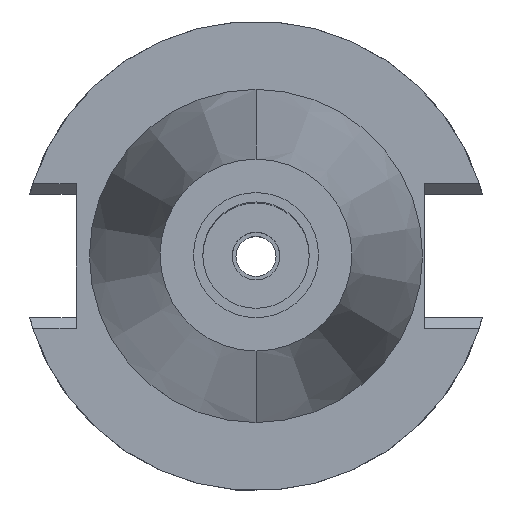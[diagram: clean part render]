
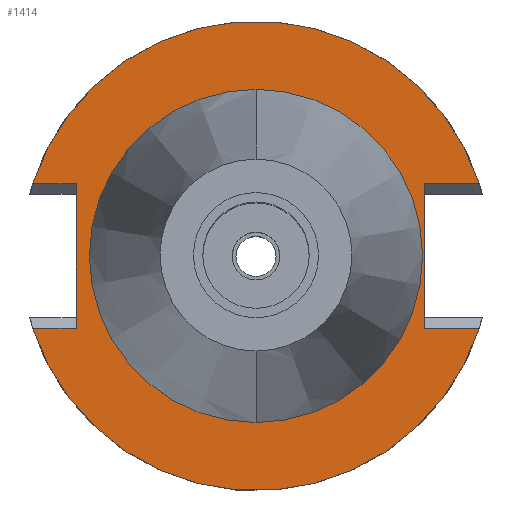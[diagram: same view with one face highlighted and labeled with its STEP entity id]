
A CAD part, top view. The second image highlights one B-rep face of the part: STEP entity #1414.
In plain terms, the highlighted planar face has unit normal (0, 0, 1).
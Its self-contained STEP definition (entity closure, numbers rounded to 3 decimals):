
#41 = CIRCLE ( 'NONE', #139, 34.925 ) ;
#139 = AXIS2_PLACEMENT_3D ( 'NONE', #3223, #728, #473 ) ;
#148 = CARTESIAN_POINT ( 'NONE',  ( -37.68, 15.155, -1.5 ) ) ;
#183 = DIRECTION ( 'NONE',  ( -1., 0., 0. ) ) ;
#241 = VERTEX_POINT ( 'NONE', #2020 ) ;
#271 = DIRECTION ( 'NONE',  ( 0., 0., 1. ) ) ;
#278 = ORIENTED_EDGE ( 'NONE', *, *, #885, .T. ) ;
#296 = EDGE_CURVE ( 'NONE', #2682, #241, #707, .T. ) ;
#353 = VERTEX_POINT ( 'NONE', #1878 ) ;
#395 = VECTOR ( 'NONE', #1052, 1000. ) ;
#400 = CARTESIAN_POINT ( 'NONE',  ( 0., 34.925, -1.5 ) ) ;
#418 = DIRECTION ( 'NONE',  ( 0., -1., 0. ) ) ;
#473 = DIRECTION ( 'NONE',  ( 0., -1., 0. ) ) ;
#506 = DIRECTION ( 'NONE',  ( 1., 0., 0. ) ) ;
#523 = DIRECTION ( 'NONE',  ( 0., 0., -1. ) ) ;
#537 = CARTESIAN_POINT ( 'NONE',  ( -37.68, 15.155, -1.5 ) ) ;
#543 = CARTESIAN_POINT ( 'NONE',  ( 0., -34.925, -1.5 ) ) ;
#568 = AXIS2_PLACEMENT_3D ( 'NONE', #1439, #1453, #418 ) ;
#570 = EDGE_CURVE ( 'NONE', #2368, #2138, #2514, .T. ) ;
#602 = FACE_BOUND ( 'NONE', #1634, .T. ) ;
#624 = VECTOR ( 'NONE', #183, 1000. ) ;
#669 = CIRCLE ( 'NONE', #2572, 34.925 ) ;
#693 = VERTEX_POINT ( 'NONE', #537 ) ;
#707 = CIRCLE ( 'NONE', #1094, 49.212 ) ;
#728 = DIRECTION ( 'NONE',  ( 0., 0., 1. ) ) ;
#731 = ORIENTED_EDGE ( 'NONE', *, *, #570, .F. ) ;
#750 = DIRECTION ( 'NONE',  ( 0., 1., 0. ) ) ;
#763 = CARTESIAN_POINT ( 'NONE',  ( 35.27, 15.155, -1.5 ) ) ;
#775 = CARTESIAN_POINT ( 'NONE',  ( -37.68, -15.155, -1.5 ) ) ;
#787 = EDGE_CURVE ( 'NONE', #2138, #353, #1284, .T. ) ;
#820 = CARTESIAN_POINT ( 'NONE',  ( -46.821, -15.155, -1.5 ) ) ;
#850 = EDGE_CURVE ( 'NONE', #2763, #1796, #669, .T. ) ;
#885 = EDGE_CURVE ( 'NONE', #3040, #3075, #2570, .T. ) ;
#889 = VECTOR ( 'NONE', #2199, 1000. ) ;
#1047 = ORIENTED_EDGE ( 'NONE', *, *, #296, .F. ) ;
#1052 = DIRECTION ( 'NONE',  ( 1., 0., 0. ) ) ;
#1074 = CARTESIAN_POINT ( 'NONE',  ( 0., 0., -1.5 ) ) ;
#1092 = ORIENTED_EDGE ( 'NONE', *, *, #850, .F. ) ;
#1094 = AXIS2_PLACEMENT_3D ( 'NONE', #1074, #523, #1521 ) ;
#1152 = DIRECTION ( 'NONE',  ( 0., 0., -1. ) ) ;
#1188 = ORIENTED_EDGE ( 'NONE', *, *, #787, .F. ) ;
#1284 = LINE ( 'NONE', #1771, #395 ) ;
#1289 = CARTESIAN_POINT ( 'NONE',  ( -37.68, -15.155, -1.5 ) ) ;
#1414 = ADVANCED_FACE ( 'NONE', ( #2614, #602 ), #3112, .F. ) ;
#1433 = EDGE_LOOP ( 'NONE', ( #278, #2158, #1188, #731, #2136, #1047, #2903, #1915 ) ) ;
#1439 = CARTESIAN_POINT ( 'NONE',  ( 0., 0., -1.5 ) ) ;
#1447 = CARTESIAN_POINT ( 'NONE',  ( 35.27, -15.155, -1.5 ) ) ;
#1453 = DIRECTION ( 'NONE',  ( 0., 0., -1. ) ) ;
#1519 = DIRECTION ( 'NONE',  ( 0., 1., 0. ) ) ;
#1521 = DIRECTION ( 'NONE',  ( 0., 1., 0. ) ) ;
#1555 = CARTESIAN_POINT ( 'NONE',  ( 0., 0., -1.5 ) ) ;
#1575 = CARTESIAN_POINT ( 'NONE',  ( 35.27, 15.155, -1.5 ) ) ;
#1634 = EDGE_LOOP ( 'NONE', ( #1092, #2849 ) ) ;
#1643 = EDGE_CURVE ( 'NONE', #1796, #2763, #41, .T. ) ;
#1650 = CIRCLE ( 'NONE', #568, 49.212 ) ;
#1727 = EDGE_CURVE ( 'NONE', #2368, #241, #3257, .T. ) ;
#1728 = EDGE_CURVE ( 'NONE', #3040, #693, #1824, .T. ) ;
#1771 = CARTESIAN_POINT ( 'NONE',  ( 35.27, -15.155, -1.5 ) ) ;
#1796 = VERTEX_POINT ( 'NONE', #543 ) ;
#1824 = LINE ( 'NONE', #1289, #2029 ) ;
#1878 = CARTESIAN_POINT ( 'NONE',  ( 46.821, -15.155, -1.5 ) ) ;
#1900 = DIRECTION ( 'NONE',  ( 0., -1., 0. ) ) ;
#1915 = ORIENTED_EDGE ( 'NONE', *, *, #1728, .F. ) ;
#2020 = CARTESIAN_POINT ( 'NONE',  ( 46.821, 15.155, -1.5 ) ) ;
#2026 = AXIS2_PLACEMENT_3D ( 'NONE', #2100, #1152, #1900 ) ;
#2029 = VECTOR ( 'NONE', #750, 1000. ) ;
#2100 = CARTESIAN_POINT ( 'NONE',  ( 0., 0., -1.5 ) ) ;
#2136 = ORIENTED_EDGE ( 'NONE', *, *, #1727, .T. ) ;
#2138 = VERTEX_POINT ( 'NONE', #1447 ) ;
#2158 = ORIENTED_EDGE ( 'NONE', *, *, #2733, .F. ) ;
#2199 = DIRECTION ( 'NONE',  ( 0., -1., 0. ) ) ;
#2246 = EDGE_CURVE ( 'NONE', #693, #2682, #2462, .T. ) ;
#2368 = VERTEX_POINT ( 'NONE', #763 ) ;
#2405 = VECTOR ( 'NONE', #2826, 1000. ) ;
#2462 = LINE ( 'NONE', #148, #624 ) ;
#2514 = LINE ( 'NONE', #3202, #889 ) ;
#2570 = LINE ( 'NONE', #775, #2405 ) ;
#2572 = AXIS2_PLACEMENT_3D ( 'NONE', #1555, #271, #1519 ) ;
#2614 = FACE_OUTER_BOUND ( 'NONE', #1433, .T. ) ;
#2682 = VERTEX_POINT ( 'NONE', #3244 ) ;
#2733 = EDGE_CURVE ( 'NONE', #353, #3075, #1650, .T. ) ;
#2763 = VERTEX_POINT ( 'NONE', #400 ) ;
#2826 = DIRECTION ( 'NONE',  ( -1., 0., 0. ) ) ;
#2849 = ORIENTED_EDGE ( 'NONE', *, *, #1643, .F. ) ;
#2881 = VECTOR ( 'NONE', #506, 1000. ) ;
#2903 = ORIENTED_EDGE ( 'NONE', *, *, #2246, .F. ) ;
#3002 = CARTESIAN_POINT ( 'NONE',  ( -37.68, -15.155, -1.5 ) ) ;
#3040 = VERTEX_POINT ( 'NONE', #3002 ) ;
#3075 = VERTEX_POINT ( 'NONE', #820 ) ;
#3112 = PLANE ( 'NONE',  #2026 ) ;
#3202 = CARTESIAN_POINT ( 'NONE',  ( 35.27, 15.155, -1.5 ) ) ;
#3223 = CARTESIAN_POINT ( 'NONE',  ( 0., 0., -1.5 ) ) ;
#3244 = CARTESIAN_POINT ( 'NONE',  ( -46.821, 15.155, -1.5 ) ) ;
#3257 = LINE ( 'NONE', #1575, #2881 ) ;
